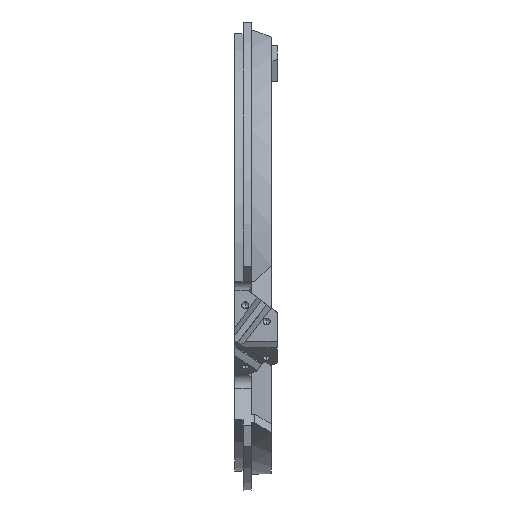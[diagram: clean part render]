
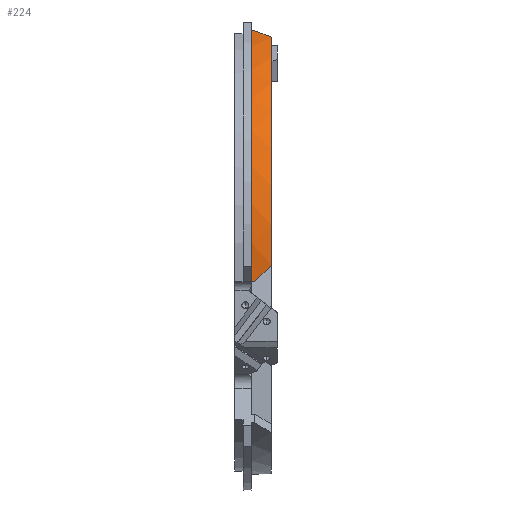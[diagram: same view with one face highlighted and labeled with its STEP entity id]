
A CAD part, left-side view. The second image highlights one B-rep face of the part: STEP entity #224.
In plain terms, the highlighted cylindrical face has radius 138 mm (diameter 276 mm), a partial arc.
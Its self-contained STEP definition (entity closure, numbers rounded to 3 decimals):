
#132 = AXIS2_PLACEMENT_3D ( 'NONE', #4389, #785, #10659 ) ;
#224 = ADVANCED_FACE ( 'NONE', ( #8114 ), #2679, .T. ) ;
#380 = CARTESIAN_POINT ( 'NONE',  ( -137.461, -22., -12.18 ) ) ;
#433 = CARTESIAN_POINT ( 'NONE',  ( -137.166, -18.655, -15.519 ) ) ;
#454 = ORIENTED_EDGE ( 'NONE', *, *, #10394, .F. ) ;
#580 =( BOUNDED_CURVE ( )  B_SPLINE_CURVE ( 3, ( #1440, #9366, #433, #380 ),
 .UNSPECIFIED., .F., .T. ) 
 B_SPLINE_CURVE_WITH_KNOTS ( ( 4, 4 ),
 ( 1.433, 1.506 ),
 .UNSPECIFIED. ) 
 CURVE ( )  GEOMETRIC_REPRESENTATION_ITEM ( )  RATIONAL_B_SPLINE_CURVE ( ( 1., 1., 1., 1. ) ) 
 REPRESENTATION_ITEM ( '' )  );
#785 = DIRECTION ( 'NONE',  ( 0., 1., 0. ) ) ;
#941 = DIRECTION ( 'NONE',  ( 0., -1., 0. ) ) ;
#1205 = VECTOR ( 'NONE', #6017, 1000. ) ;
#1206 = CARTESIAN_POINT ( 'NONE',  ( 0., -10., 0. ) ) ;
#1440 = CARTESIAN_POINT ( 'NONE',  ( -136.21, -12., -22.154 ) ) ;
#1785 =( BOUNDED_CURVE ( )  B_SPLINE_CURVE ( 3, ( #3156, #4380, #8541, #7984 ),
 .UNSPECIFIED., .F., .T. ) 
 B_SPLINE_CURVE_WITH_KNOTS ( ( 4, 4 ),
 ( 4.777, 4.85 ),
 .UNSPECIFIED. ) 
 CURVE ( )  GEOMETRIC_REPRESENTATION_ITEM ( )  RATIONAL_B_SPLINE_CURVE ( ( 1., 1., 1., 1. ) ) 
 REPRESENTATION_ITEM ( '' )  );
#2113 = VERTEX_POINT ( 'NONE', #5166 ) ;
#2436 = CARTESIAN_POINT ( 'NONE',  ( -136.21, -12., -22.154 ) ) ;
#2679 = CYLINDRICAL_SURFACE ( 'NONE', #132, 138. ) ;
#2752 = ORIENTED_EDGE ( 'NONE', *, *, #10417, .F. ) ;
#3156 = CARTESIAN_POINT ( 'NONE',  ( -58.182, -22., 125.135 ) ) ;
#3281 = CARTESIAN_POINT ( 'NONE',  ( -48.92, -10., 129.038 ) ) ;
#3311 = VERTEX_POINT ( 'NONE', #6933 ) ;
#3436 = LINE ( 'NONE', #10583, #1205 ) ;
#3613 = EDGE_CURVE ( 'NONE', #9997, #4878, #5456, .T. ) ;
#4043 = CIRCLE ( 'NONE', #11608, 138. ) ;
#4380 = CARTESIAN_POINT ( 'NONE',  ( -55.143, -18.655, 126.548 ) ) ;
#4389 = CARTESIAN_POINT ( 'NONE',  ( 0., -22., 0. ) ) ;
#4567 = VERTEX_POINT ( 'NONE', #2436 ) ;
#4750 = CARTESIAN_POINT ( 'NONE',  ( -48.92, -22., 129.038 ) ) ;
#4814 = DIRECTION ( 'NONE',  ( 0., 0., -1. ) ) ;
#4878 = VERTEX_POINT ( 'NONE', #3281 ) ;
#5046 = CARTESIAN_POINT ( 'NONE',  ( -48.92, -12., 129.038 ) ) ;
#5166 = CARTESIAN_POINT ( 'NONE',  ( -58.182, -22., 125.135 ) ) ;
#5167 = AXIS2_PLACEMENT_3D ( 'NONE', #1206, #10318, #4814 ) ;
#5456 = LINE ( 'NONE', #4750, #9928 ) ;
#6017 = DIRECTION ( 'NONE',  ( 0., 1., 0. ) ) ;
#6261 = ORIENTED_EDGE ( 'NONE', *, *, #10912, .T. ) ;
#6361 = EDGE_CURVE ( 'NONE', #4567, #7055, #580, .T. ) ;
#6857 = CIRCLE ( 'NONE', #5167, 138. ) ;
#6872 = CARTESIAN_POINT ( 'NONE',  ( -137.461, -22., -12.18 ) ) ;
#6933 = CARTESIAN_POINT ( 'NONE',  ( -136.21, -10., -22.154 ) ) ;
#6990 = ORIENTED_EDGE ( 'NONE', *, *, #10841, .T. ) ;
#7055 = VERTEX_POINT ( 'NONE', #6872 ) ;
#7722 = EDGE_LOOP ( 'NONE', ( #454, #8326, #2752, #6261, #11576, #6990 ) ) ;
#7984 = CARTESIAN_POINT ( 'NONE',  ( -48.92, -12., 129.038 ) ) ;
#8114 = FACE_OUTER_BOUND ( 'NONE', #7722, .T. ) ;
#8326 = ORIENTED_EDGE ( 'NONE', *, *, #6361, .T. ) ;
#8541 = CARTESIAN_POINT ( 'NONE',  ( -52.054, -15.32, 127.85 ) ) ;
#9074 = DIRECTION ( 'NONE',  ( 0., 1., 0. ) ) ;
#9366 = CARTESIAN_POINT ( 'NONE',  ( -136.748, -15.32, -18.845 ) ) ;
#9928 = VECTOR ( 'NONE', #9074, 1000. ) ;
#9941 = DIRECTION ( 'NONE',  ( 0., 0., -1. ) ) ;
#9997 = VERTEX_POINT ( 'NONE', #5046 ) ;
#10002 = CARTESIAN_POINT ( 'NONE',  ( 0., -22., 0. ) ) ;
#10318 = DIRECTION ( 'NONE',  ( 0., -1., 0. ) ) ;
#10394 = EDGE_CURVE ( 'NONE', #4567, #3311, #3436, .T. ) ;
#10417 = EDGE_CURVE ( 'NONE', #2113, #7055, #4043, .T. ) ;
#10583 = CARTESIAN_POINT ( 'NONE',  ( -136.21, -22., -22.154 ) ) ;
#10659 = DIRECTION ( 'NONE',  ( 0., 0., 1. ) ) ;
#10841 = EDGE_CURVE ( 'NONE', #4878, #3311, #6857, .T. ) ;
#10912 = EDGE_CURVE ( 'NONE', #2113, #9997, #1785, .T. ) ;
#11576 = ORIENTED_EDGE ( 'NONE', *, *, #3613, .T. ) ;
#11608 = AXIS2_PLACEMENT_3D ( 'NONE', #10002, #941, #9941 ) ;
